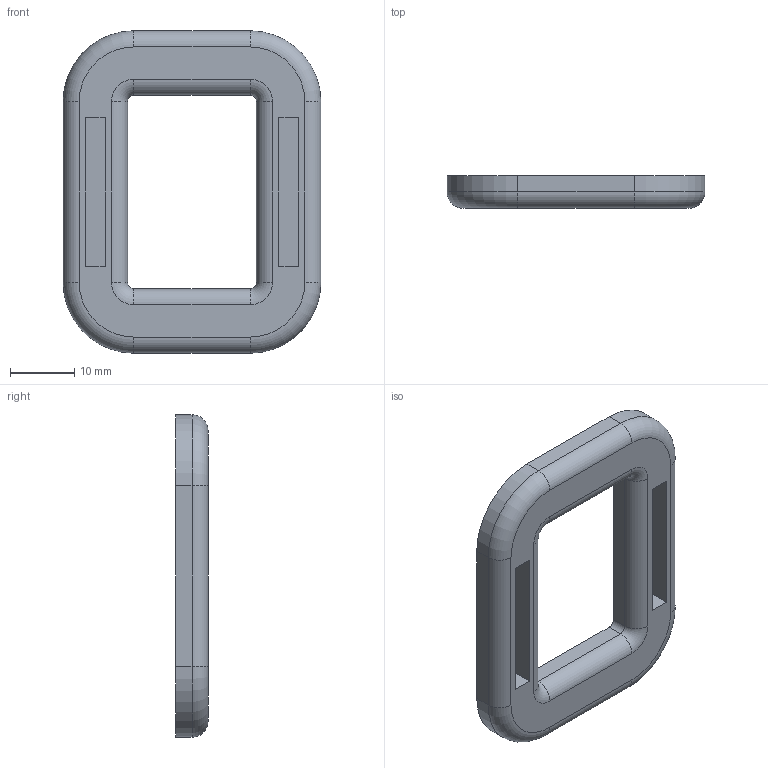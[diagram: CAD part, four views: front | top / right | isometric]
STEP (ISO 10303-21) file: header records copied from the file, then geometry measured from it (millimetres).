
FILE_DESCRIPTION(/* description */ ('Unknown'),/* implementation_level */ '2;1');
FILE_NAME(/* name */ 'holder',/* time_stamp */ '2019-08-21T15:45:27+01:00',/* author */ ('Unknown'),/* organization */ ('Unknown'),/* preprocessor_version */ 'ST-DEVELOPER v16.7',/* originating_system */ 'DEX',/* authorisation */ $);
FILE_SCHEMA (('AUTOMOTIVE_DESIGN {1 0 10303 214 3 1 1}'));
Length unit declared in the file: millimetre
Products named in the file (1): holder
Bounding box: 40 x 5 x 50 mm (x, y, z)
Volume: 5695 mm3; surface area: 3936.3 mm2
Topology: 1 solids, 1 shells, 44 faces, 104 edges, 64 vertices
Faces by surface type: plane 20, cylinder 16, torus 8
Entity records: 1294 total; most frequent: DIRECTION 234, CARTESIAN_POINT 213, ORIENTED_EDGE 208, EDGE_CURVE 104, AXIS2_PLACEMENT_3D 85, VERTEX_POINT 64, LINE 64, VECTOR 64
